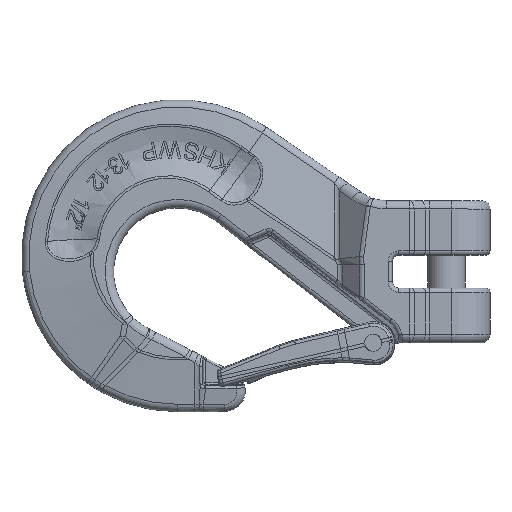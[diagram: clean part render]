
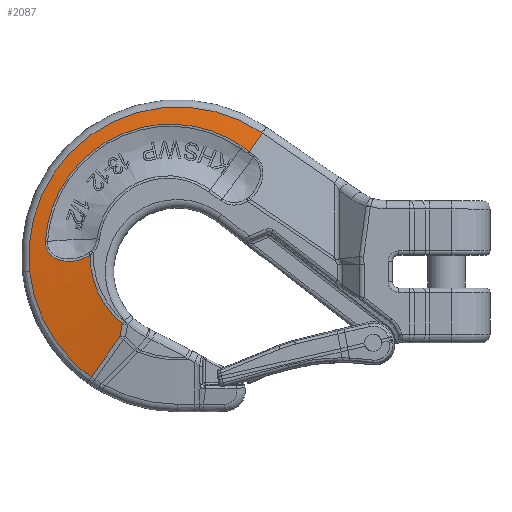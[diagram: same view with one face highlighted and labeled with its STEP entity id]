
A CAD part, top view. The second image highlights one B-rep face of the part: STEP entity #2087.
In plain terms, the highlighted conical face has half-angle 81.384 degrees and reference radius 40.605 mm.
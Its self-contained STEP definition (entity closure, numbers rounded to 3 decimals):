
#127=CONICAL_SURFACE('',#22206,40.605,81.384);
#361=CIRCLE('',#22204,41.35);
#362=CIRCLE('',#22205,70.204);
#2087=ADVANCED_FACE('',(#3852),#127,.T.);
#3852=FACE_OUTER_BOUND('',#5167,.T.);
#5167=EDGE_LOOP('',(#10145,#10146,#10147,#10148,#10149,#10150,#10151,#10152,
#10153,#10154));
#6543=LINE('',#35976,#7718);
#7718=VECTOR('',#24361,1.);
#10145=ORIENTED_EDGE('',*,*,#18058,.T.);
#10146=ORIENTED_EDGE('',*,*,#18059,.T.);
#10147=ORIENTED_EDGE('',*,*,#18060,.T.);
#10148=ORIENTED_EDGE('',*,*,#18061,.T.);
#10149=ORIENTED_EDGE('',*,*,#18062,.F.);
#10150=ORIENTED_EDGE('',*,*,#18063,.T.);
#10151=ORIENTED_EDGE('',*,*,#18064,.T.);
#10152=ORIENTED_EDGE('',*,*,#18065,.T.);
#10153=ORIENTED_EDGE('',*,*,#18066,.T.);
#10154=ORIENTED_EDGE('',*,*,#18067,.T.);
#15710=VERTEX_POINT('',#35939);
#15711=VERTEX_POINT('',#35940);
#15712=VERTEX_POINT('',#35951);
#15713=VERTEX_POINT('',#35970);
#15714=VERTEX_POINT('',#35975);
#15715=VERTEX_POINT('',#35977);
#15716=VERTEX_POINT('',#35979);
#15717=VERTEX_POINT('',#35990);
#15718=VERTEX_POINT('',#35998);
#15719=VERTEX_POINT('',#36009);
#18058=EDGE_CURVE('',#15710,#15711,#361,.T.);
#18059=EDGE_CURVE('',#15711,#15712,#21090,.T.);
#18060=EDGE_CURVE('',#15712,#15713,#21091,.T.);
#18061=EDGE_CURVE('',#15713,#15714,#21092,.T.);
#18062=EDGE_CURVE('',#15715,#15714,#6543,.T.);
#18063=EDGE_CURVE('',#15715,#15716,#362,.T.);
#18064=EDGE_CURVE('',#15716,#15717,#21093,.T.);
#18065=EDGE_CURVE('',#15717,#15718,#21094,.T.);
#18066=EDGE_CURVE('',#15718,#15719,#21095,.T.);
#18067=EDGE_CURVE('',#15719,#15710,#21096,.T.);
#21090=B_SPLINE_CURVE_WITH_KNOTS('',3,(#35941,#35942,#35943,#35944,#35945,
#35946,#35947,#35948,#35949,#35950),.UNSPECIFIED.,.F.,.F.,(4,2,2,2,4),(0.,
0.25,0.5,0.75,1.),.UNSPECIFIED.);
#21091=B_SPLINE_CURVE_WITH_KNOTS('',3,(#35952,#35953,#35954,#35955,#35956,
#35957,#35958,#35959,#35960,#35961,#35962,#35963,#35964,#35965,#35966,#35967,
#35968,#35969),.UNSPECIFIED.,.F.,.F.,(4,2,2,2,2,2,2,2,4),(0.,0.125,0.25,
0.375,0.5,0.625,0.75,0.875,1.),.UNSPECIFIED.);
#21092=B_SPLINE_CURVE_WITH_KNOTS('',3,(#35971,#35972,#35973,#35974),
 .UNSPECIFIED.,.F.,.F.,(4,4),(0.,1.),.UNSPECIFIED.);
#21093=B_SPLINE_CURVE_WITH_KNOTS('',3,(#35980,#35981,#35982,#35983,#35984,
#35985,#35986,#35987,#35988,#35989),.UNSPECIFIED.,.F.,.F.,(4,2,2,2,4),(0.,
0.25,0.5,0.75,1.),.UNSPECIFIED.);
#21094=B_SPLINE_CURVE_WITH_KNOTS('',3,(#35991,#35992,#35993,#35994,#35995,
#35996,#35997),.UNSPECIFIED.,.F.,.F.,(4,3,4),(0.,0.64,1.),
 .UNSPECIFIED.);
#21095=B_SPLINE_CURVE_WITH_KNOTS('',3,(#35999,#36000,#36001,#36002,#36003,
#36004,#36005,#36006,#36007,#36008),.UNSPECIFIED.,.F.,.F.,(4,3,3,4),(0.,
0.371,0.741,1.),.UNSPECIFIED.);
#21096=B_SPLINE_CURVE_WITH_KNOTS('',3,(#36010,#36011,#36012,#36013),
 .UNSPECIFIED.,.F.,.F.,(4,4),(0.,1.),.UNSPECIFIED.);
#22204=AXIS2_PLACEMENT_3D('',#35938,#24359,#24360);
#22205=AXIS2_PLACEMENT_3D('',#35978,#24362,#24363);
#22206=AXIS2_PLACEMENT_3D('',#36014,#24364,#24365);
#24359=DIRECTION('',(0.,0.,-1.));
#24360=DIRECTION('',(-1.,0.,0.));
#24361=DIRECTION('',(-0.56,-0.815,0.15));
#24362=DIRECTION('',(0.,0.,1.));
#24363=DIRECTION('',(-1.,0.,0.));
#24364=DIRECTION('',(0.,0.,-1.));
#24365=DIRECTION('',(-1.,0.,0.));
#35938=CARTESIAN_POINT('',(0.233,7.395,14.887));
#35939=CARTESIAN_POINT('',(-25.984,-24.582,14.887));
#35940=CARTESIAN_POINT('',(-41.114,7.884,14.887));
#35941=CARTESIAN_POINT('',(-41.114,7.884,14.887));
#35942=CARTESIAN_POINT('',(-42.975,6.581,14.608));
#35943=CARTESIAN_POINT('',(-45.062,5.724,14.285));
#35944=CARTESIAN_POINT('',(-49.445,4.754,13.615));
#35945=CARTESIAN_POINT('',(-51.724,4.658,13.269));
#35946=CARTESIAN_POINT('',(-56.123,5.497,12.609));
#35947=CARTESIAN_POINT('',(-58.279,6.477,12.289));
#35948=CARTESIAN_POINT('',(-61.422,9.734,11.807));
#35949=CARTESIAN_POINT('',(-62.31,12.019,11.657));
#35950=CARTESIAN_POINT('',(-62.157,14.314,11.641));
#35951=CARTESIAN_POINT('',(-62.157,14.314,11.641));
#35952=CARTESIAN_POINT('',(-62.157,14.314,11.641));
#35953=CARTESIAN_POINT('',(-61.809,19.552,11.606));
#35954=CARTESIAN_POINT('',(-60.782,24.627,11.578));
#35955=CARTESIAN_POINT('',(-57.422,34.464,11.534));
#35956=CARTESIAN_POINT('',(-55.07,39.194,11.519));
#35957=CARTESIAN_POINT('',(-49.278,47.771,11.504));
#35958=CARTESIAN_POINT('',(-45.753,51.734,11.505));
#35959=CARTESIAN_POINT('',(-37.905,58.508,11.522));
#35960=CARTESIAN_POINT('',(-33.52,61.394,11.536));
#35961=CARTESIAN_POINT('',(-24.125,65.924,11.579));
#35962=CARTESIAN_POINT('',(-19.209,67.537,11.608));
#35963=CARTESIAN_POINT('',(-8.94,69.452,11.681));
#35964=CARTESIAN_POINT('',(-3.713,69.721,11.723));
#35965=CARTESIAN_POINT('',(6.626,68.896,11.817));
#35966=CARTESIAN_POINT('',(11.807,67.78,11.869));
#35967=CARTESIAN_POINT('',(21.55,64.291,11.98));
#35968=CARTESIAN_POINT('',(26.223,61.869,12.042));
#35969=CARTESIAN_POINT('',(30.533,58.873,12.102));
#35970=CARTESIAN_POINT('',(30.533,58.873,12.102));
#35971=CARTESIAN_POINT('',(30.533,58.873,12.102));
#35972=CARTESIAN_POINT('',(31.672,58.081,12.118));
#35973=CARTESIAN_POINT('',(32.798,57.273,12.129));
#35974=CARTESIAN_POINT('',(33.92,56.458,12.135));
#35975=CARTESIAN_POINT('',(33.92,56.458,12.135));
#35976=CARTESIAN_POINT('',(41.896,68.074,10.));
#35977=CARTESIAN_POINT('',(39.971,65.27,10.515));
#35978=CARTESIAN_POINT('',(0.233,7.395,10.515));
#35979=CARTESIAN_POINT('',(-69.616,0.342,10.515));
#35980=CARTESIAN_POINT('',(-69.616,0.342,10.515));
#35981=CARTESIAN_POINT('',(-69.113,-4.646,10.515));
#35982=CARTESIAN_POINT('',(-68.088,-9.49,10.516));
#35983=CARTESIAN_POINT('',(-65.039,-18.903,10.517));
#35984=CARTESIAN_POINT('',(-62.978,-23.518,10.517));
#35985=CARTESIAN_POINT('',(-57.993,-32.09,10.519));
#35986=CARTESIAN_POINT('',(-55.072,-36.078,10.521));
#35987=CARTESIAN_POINT('',(-48.354,-43.447,10.524));
#35988=CARTESIAN_POINT('',(-44.59,-46.783,10.525));
#35989=CARTESIAN_POINT('',(-40.502,-49.685,10.527));
#35990=CARTESIAN_POINT('',(-40.502,-49.685,10.527));
#35991=CARTESIAN_POINT('',(-40.502,-49.685,10.527));
#35992=CARTESIAN_POINT('',(-37.595,-45.667,11.279));
#35993=CARTESIAN_POINT('',(-34.703,-41.64,12.03));
#35994=CARTESIAN_POINT('',(-31.842,-37.589,12.781));
#35995=CARTESIAN_POINT('',(-30.231,-35.309,13.204));
#35996=CARTESIAN_POINT('',(-28.631,-33.022,13.627));
#35997=CARTESIAN_POINT('',(-27.043,-30.726,14.05));
#35998=CARTESIAN_POINT('',(-27.043,-30.726,14.05));
#35999=CARTESIAN_POINT('',(-27.043,-30.726,14.05));
#36000=CARTESIAN_POINT('',(-27.006,-30.677,14.06));
#36001=CARTESIAN_POINT('',(-26.975,-30.622,14.069));
#36002=CARTESIAN_POINT('',(-26.948,-30.566,14.078));
#36003=CARTESIAN_POINT('',(-26.922,-30.51,14.087));
#36004=CARTESIAN_POINT('',(-26.901,-30.451,14.097));
#36005=CARTESIAN_POINT('',(-26.884,-30.391,14.105));
#36006=CARTESIAN_POINT('',(-26.872,-30.35,14.112));
#36007=CARTESIAN_POINT('',(-26.863,-30.307,14.118));
#36008=CARTESIAN_POINT('',(-26.855,-30.264,14.124));
#36009=CARTESIAN_POINT('',(-26.855,-30.264,14.124));
#36010=CARTESIAN_POINT('',(-26.855,-30.264,14.124));
#36011=CARTESIAN_POINT('',(-26.578,-28.369,14.381));
#36012=CARTESIAN_POINT('',(-26.289,-26.474,14.636));
#36013=CARTESIAN_POINT('',(-25.984,-24.582,14.887));
#36014=CARTESIAN_POINT('',(0.233,7.395,15.));
